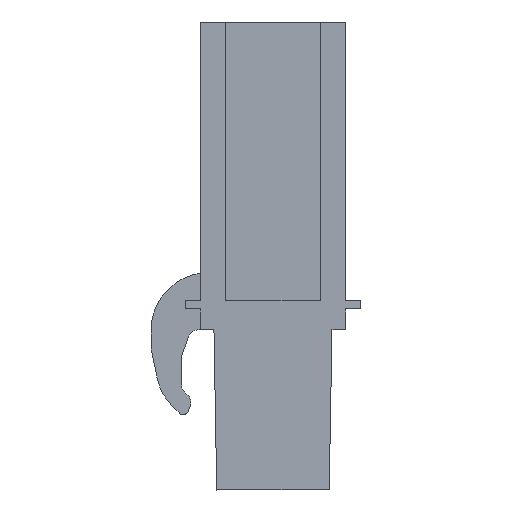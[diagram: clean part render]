
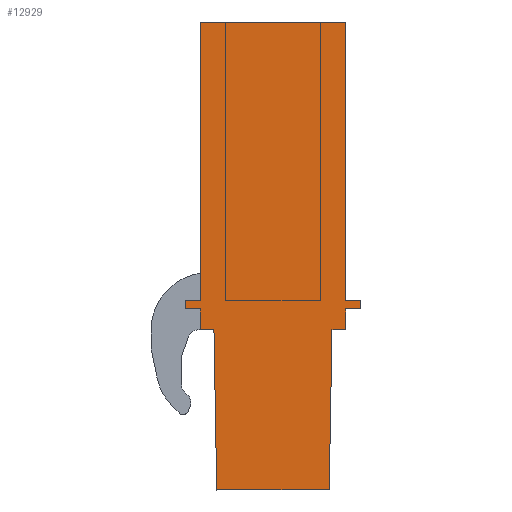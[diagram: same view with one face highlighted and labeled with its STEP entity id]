
A CAD part, left-side view. The second image highlights one B-rep face of the part: STEP entity #12929.
In plain terms, the highlighted planar face has unit normal (-1, 0, 0).
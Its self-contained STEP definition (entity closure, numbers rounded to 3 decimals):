
#12890=AXIS2_PLACEMENT_3D('Plane Axis2P3D',#12887,#12888,#12889) ;
#10025=CARTESIAN_POINT('Vertex',(0.,0.8,24.55)) ;
#10028=CARTESIAN_POINT('Line Origine',(0.,0.8,17.25)) ;
#10032=CARTESIAN_POINT('Vertex',(0.,0.8,9.95)) ;
#10437=CARTESIAN_POINT('Vertex',(0.,9.22,9.95)) ;
#10440=CARTESIAN_POINT('Line Origine',(0.,8.82,9.95)) ;
#10444=CARTESIAN_POINT('Vertex',(0.,8.42,9.95)) ;
#10487=CARTESIAN_POINT('Line Origine',(0.,0.4,9.95)) ;
#10491=CARTESIAN_POINT('Vertex',(0.,0.,9.95)) ;
#11086=CARTESIAN_POINT('Vertex',(0.,8.42,24.55)) ;
#11089=CARTESIAN_POINT('Line Origine',(0.,4.61,24.55)) ;
#11885=CARTESIAN_POINT('Line Origine',(0.,8.42,17.25)) ;
#11983=CARTESIAN_POINT('Line Origine',(0.,0.,9.725)) ;
#11987=CARTESIAN_POINT('Vertex',(0.,0.,9.5)) ;
#12012=CARTESIAN_POINT('Vertex',(0.,1.66,0.)) ;
#12015=CARTESIAN_POINT('Line Origine',(0.,4.61,0.)) ;
#12019=CARTESIAN_POINT('Vertex',(0.,7.56,0.)) ;
#12351=CARTESIAN_POINT('Line Origine',(0.,7.633,4.2)) ;
#12355=CARTESIAN_POINT('Vertex',(0.,7.707,8.4)) ;
#12376=CARTESIAN_POINT('Line Origine',(0.,8.063,8.4)) ;
#12380=CARTESIAN_POINT('Vertex',(0.,8.42,8.4)) ;
#12432=CARTESIAN_POINT('Line Origine',(0.,0.4,9.5)) ;
#12436=CARTESIAN_POINT('Vertex',(0.,0.8,9.5)) ;
#12452=CARTESIAN_POINT('Line Origine',(0.,0.8,8.95)) ;
#12456=CARTESIAN_POINT('Vertex',(0.,0.8,8.4)) ;
#12472=CARTESIAN_POINT('Line Origine',(0.,1.157,8.4)) ;
#12476=CARTESIAN_POINT('Vertex',(0.,1.513,8.4)) ;
#12497=CARTESIAN_POINT('Line Origine',(0.,1.587,4.2)) ;
#12887=CARTESIAN_POINT('Axis2P3D Location',(0.,0.,0.)) ;
#12892=CARTESIAN_POINT('Line Origine',(0.,9.22,9.725)) ;
#12896=CARTESIAN_POINT('Vertex',(0.,9.22,9.5)) ;
#12899=CARTESIAN_POINT('Line Origine',(0.,8.82,9.5)) ;
#12903=CARTESIAN_POINT('Vertex',(0.,8.42,9.5)) ;
#12906=CARTESIAN_POINT('Line Origine',(0.,8.42,8.95)) ;
#10029=DIRECTION('Vector Direction',(0.,0.,-1.)) ;
#10441=DIRECTION('Vector Direction',(0.,-1.,0.)) ;
#10488=DIRECTION('Vector Direction',(0.,-1.,0.)) ;
#11090=DIRECTION('Vector Direction',(0.,-1.,0.)) ;
#11886=DIRECTION('Vector Direction',(0.,0.,1.)) ;
#11984=DIRECTION('Vector Direction',(0.,0.,-1.)) ;
#12016=DIRECTION('Vector Direction',(0.,1.,0.)) ;
#12352=DIRECTION('Vector Direction',(0.,0.017,1.)) ;
#12377=DIRECTION('Vector Direction',(0.,1.,0.)) ;
#12433=DIRECTION('Vector Direction',(0.,1.,0.)) ;
#12453=DIRECTION('Vector Direction',(0.,0.,-1.)) ;
#12473=DIRECTION('Vector Direction',(0.,1.,0.)) ;
#12498=DIRECTION('Vector Direction',(0.,0.017,-1.)) ;
#12888=DIRECTION('Axis2P3D Direction',(-1.,0.,0.)) ;
#12889=DIRECTION('Axis2P3D XDirection',(0.,0.,1.)) ;
#12893=DIRECTION('Vector Direction',(0.,0.,1.)) ;
#12900=DIRECTION('Vector Direction',(0.,1.,0.)) ;
#12907=DIRECTION('Vector Direction',(0.,0.,1.)) ;
#10030=VECTOR('Line Direction',#10029,1.) ;
#10442=VECTOR('Line Direction',#10441,1.) ;
#10489=VECTOR('Line Direction',#10488,1.) ;
#11091=VECTOR('Line Direction',#11090,1.) ;
#11887=VECTOR('Line Direction',#11886,1.) ;
#11985=VECTOR('Line Direction',#11984,1.) ;
#12017=VECTOR('Line Direction',#12016,1.) ;
#12353=VECTOR('Line Direction',#12352,1.) ;
#12378=VECTOR('Line Direction',#12377,1.) ;
#12434=VECTOR('Line Direction',#12433,1.) ;
#12454=VECTOR('Line Direction',#12453,1.) ;
#12474=VECTOR('Line Direction',#12473,1.) ;
#12499=VECTOR('Line Direction',#12498,1.) ;
#12894=VECTOR('Line Direction',#12893,1.) ;
#12901=VECTOR('Line Direction',#12900,1.) ;
#12908=VECTOR('Line Direction',#12907,1.) ;
#12912=ORIENTED_EDGE('',*,*,#12501,.T.) ;
#12913=ORIENTED_EDGE('',*,*,#12478,.T.) ;
#12914=ORIENTED_EDGE('',*,*,#12458,.T.) ;
#12915=ORIENTED_EDGE('',*,*,#12438,.T.) ;
#12916=ORIENTED_EDGE('',*,*,#11989,.T.) ;
#12917=ORIENTED_EDGE('',*,*,#10493,.T.) ;
#12918=ORIENTED_EDGE('',*,*,#10034,.T.) ;
#12919=ORIENTED_EDGE('',*,*,#11093,.T.) ;
#12920=ORIENTED_EDGE('',*,*,#11889,.T.) ;
#12921=ORIENTED_EDGE('',*,*,#10446,.T.) ;
#12922=ORIENTED_EDGE('',*,*,#12898,.T.) ;
#12923=ORIENTED_EDGE('',*,*,#12905,.T.) ;
#12924=ORIENTED_EDGE('',*,*,#12910,.T.) ;
#12925=ORIENTED_EDGE('',*,*,#12382,.T.) ;
#12926=ORIENTED_EDGE('',*,*,#12357,.T.) ;
#12927=ORIENTED_EDGE('',*,*,#12021,.T.) ;
#12929=ADVANCED_FACE('HOUSING',(#12928),#12891,.T.) ;
#10034=EDGE_CURVE('',#10033,#10026,#10031,.F.) ;
#10446=EDGE_CURVE('',#10445,#10438,#10443,.F.) ;
#10493=EDGE_CURVE('',#10492,#10033,#10490,.F.) ;
#11093=EDGE_CURVE('',#10026,#11087,#11092,.F.) ;
#11889=EDGE_CURVE('',#11087,#10445,#11888,.F.) ;
#11989=EDGE_CURVE('',#11988,#10492,#11986,.F.) ;
#12021=EDGE_CURVE('',#12020,#12013,#12018,.F.) ;
#12357=EDGE_CURVE('',#12356,#12020,#12354,.F.) ;
#12382=EDGE_CURVE('',#12381,#12356,#12379,.F.) ;
#12438=EDGE_CURVE('',#12437,#11988,#12435,.F.) ;
#12458=EDGE_CURVE('',#12457,#12437,#12455,.F.) ;
#12478=EDGE_CURVE('',#12477,#12457,#12475,.F.) ;
#12501=EDGE_CURVE('',#12013,#12477,#12500,.F.) ;
#12898=EDGE_CURVE('',#10438,#12897,#12895,.F.) ;
#12905=EDGE_CURVE('',#12897,#12904,#12902,.F.) ;
#12910=EDGE_CURVE('',#12904,#12381,#12909,.F.) ;
#12911=EDGE_LOOP('',(#12912,#12913,#12914,#12915,#12916,#12917,#12918,#12919,#12920,#12921,#12922,#12923,#12924,#12925,#12926,#12927)) ;
#12928=FACE_OUTER_BOUND('',#12911,.T.) ;
#10031=LINE('Line',#10028,#10030) ;
#10443=LINE('Line',#10440,#10442) ;
#10490=LINE('Line',#10487,#10489) ;
#11092=LINE('Line',#11089,#11091) ;
#11888=LINE('Line',#11885,#11887) ;
#11986=LINE('Line',#11983,#11985) ;
#12018=LINE('Line',#12015,#12017) ;
#12354=LINE('Line',#12351,#12353) ;
#12379=LINE('Line',#12376,#12378) ;
#12435=LINE('Line',#12432,#12434) ;
#12455=LINE('Line',#12452,#12454) ;
#12475=LINE('Line',#12472,#12474) ;
#12500=LINE('Line',#12497,#12499) ;
#12895=LINE('Line',#12892,#12894) ;
#12902=LINE('Line',#12899,#12901) ;
#12909=LINE('Line',#12906,#12908) ;
#12891=PLANE('',#12890) ;
#10026=VERTEX_POINT('',#10025) ;
#10033=VERTEX_POINT('',#10032) ;
#10438=VERTEX_POINT('',#10437) ;
#10445=VERTEX_POINT('',#10444) ;
#10492=VERTEX_POINT('',#10491) ;
#11087=VERTEX_POINT('',#11086) ;
#11988=VERTEX_POINT('',#11987) ;
#12013=VERTEX_POINT('',#12012) ;
#12020=VERTEX_POINT('',#12019) ;
#12356=VERTEX_POINT('',#12355) ;
#12381=VERTEX_POINT('',#12380) ;
#12437=VERTEX_POINT('',#12436) ;
#12457=VERTEX_POINT('',#12456) ;
#12477=VERTEX_POINT('',#12476) ;
#12897=VERTEX_POINT('',#12896) ;
#12904=VERTEX_POINT('',#12903) ;
